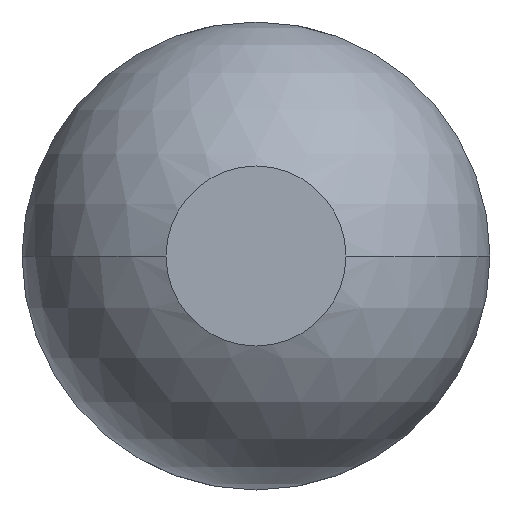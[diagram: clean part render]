
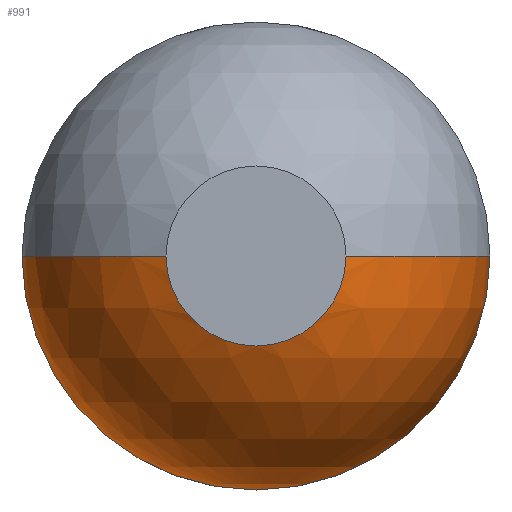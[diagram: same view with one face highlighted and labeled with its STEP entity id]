
A CAD part, front view. The second image highlights one B-rep face of the part: STEP entity #991.
In plain terms, the highlighted spherical face has radius 0.39 mm.
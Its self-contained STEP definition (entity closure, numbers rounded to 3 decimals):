
#7 = AXIS2_PLACEMENT_3D ( 'NONE', #2990, #1445, #668 ) ;
#35 = ORIENTED_EDGE ( 'NONE', *, *, #2647, .F. ) ;
#193 = CARTESIAN_POINT ( 'NONE',  ( 0., -35.94, 0. ) ) ;
#216 = VERTEX_POINT ( 'NONE', #1386 ) ;
#254 = CARTESIAN_POINT ( 'NONE',  ( 0., -36.3, -0.15 ) ) ;
#280 = DIRECTION ( 'NONE',  ( 0., 0., -1. ) ) ;
#294 = CARTESIAN_POINT ( 'NONE',  ( 0., -35.94, 0. ) ) ;
#448 = EDGE_CURVE ( 'Defeature ausgef�hrt1_8+Defeature ausgef�hrt1_4+Defeature ausgef�hrt1_4+Defeature ausgef�hrt1_4', #2696, #879, #1996, .T. ) ;
#466 = CIRCLE ( 'NONE', #2516, 0.39 ) ;
#588 = CIRCLE ( 'NONE', #7, 0.39 ) ;
#662 = AXIS2_PLACEMENT_3D ( 'NONE', #2855, #3073, #1558 ) ;
#668 = DIRECTION ( 'NONE',  ( 0., 0., 1. ) ) ;
#751 = DIRECTION ( 'NONE',  ( 0., 0., -1. ) ) ;
#830 = AXIS2_PLACEMENT_3D ( 'NONE', #1760, #1481, #751 ) ;
#863 = EDGE_CURVE ( 'Defeature ausgef�hrt1_5+Defeature ausgef�hrt1_4+Defeature ausgef�hrt1_4+Defeature ausgef�hrt1_4', #2497, #1147, #1723, .T. ) ;
#879 = VERTEX_POINT ( 'NONE', #254 ) ;
#991 = ADVANCED_FACE ( 'Defeature ausgef�hrt1_4', ( #3054 ), #2349, .T. ) ;
#1024 = DIRECTION ( 'NONE',  ( 0., 0., 1. ) ) ;
#1101 = AXIS2_PLACEMENT_3D ( 'NONE', #2271, #1266, #1024 ) ;
#1147 = VERTEX_POINT ( 'NONE', #1954 ) ;
#1185 = AXIS2_PLACEMENT_3D ( 'NONE', #2006, #280, #1548 ) ;
#1195 = DIRECTION ( 'NONE',  ( 1., 0., 0. ) ) ;
#1266 = DIRECTION ( 'NONE',  ( 0., 1., 0. ) ) ;
#1386 = CARTESIAN_POINT ( 'NONE',  ( 0.39, -35.94, 0. ) ) ;
#1445 = DIRECTION ( 'NONE',  ( 0., 1., 0. ) ) ;
#1481 = DIRECTION ( 'NONE',  ( 0., -1., 0. ) ) ;
#1548 = DIRECTION ( 'NONE',  ( -1., 0., 0. ) ) ;
#1558 = DIRECTION ( 'NONE',  ( 0., 0., -1. ) ) ;
#1660 = EDGE_CURVE ( 'NONE', #2696, #1147, #3062, .T. ) ;
#1669 = CARTESIAN_POINT ( 'NONE',  ( 0.15, -36.3, 0. ) ) ;
#1723 = CIRCLE ( 'NONE', #1101, 0.39 ) ;
#1760 = CARTESIAN_POINT ( 'NONE',  ( 0., -36.3, 0. ) ) ;
#1780 = EDGE_LOOP ( 'NONE', ( #1786, #2159, #2719, #2134, #2327, #35 ) ) ;
#1786 = ORIENTED_EDGE ( 'NONE', *, *, #448, .F. ) ;
#1807 = DIRECTION ( 'NONE',  ( 0., 0., -1. ) ) ;
#1954 = CARTESIAN_POINT ( 'NONE',  ( -0.39, -35.94, 0. ) ) ;
#1996 = CIRCLE ( 'NONE', #662, 0.15 ) ;
#2000 = CARTESIAN_POINT ( 'NONE',  ( -0.15, -36.3, 0. ) ) ;
#2006 = CARTESIAN_POINT ( 'NONE',  ( 0., -35.94, 0. ) ) ;
#2102 = EDGE_CURVE ( 'Defeature ausgef�hrt1_5+Defeature ausgef�hrt1_4+Defeature ausgef�hrt1_4+Defeature ausgef�hrt1_4', #216, #2497, #588, .T. ) ;
#2134 = ORIENTED_EDGE ( 'NONE', *, *, #2102, .F. ) ;
#2159 = ORIENTED_EDGE ( 'NONE', *, *, #1660, .T. ) ;
#2271 = CARTESIAN_POINT ( 'NONE',  ( 0., -35.94, 0. ) ) ;
#2327 = ORIENTED_EDGE ( 'NONE', *, *, #2524, .F. ) ;
#2349 = SPHERICAL_SURFACE ( 'NONE', #3220, 0.39 ) ;
#2497 = VERTEX_POINT ( 'NONE', #3155 ) ;
#2516 = AXIS2_PLACEMENT_3D ( 'NONE', #193, #2701, #1195 ) ;
#2524 = EDGE_CURVE ( 'NONE', #2545, #216, #466, .T. ) ;
#2545 = VERTEX_POINT ( 'NONE', #1669 ) ;
#2597 = CIRCLE ( 'NONE', #830, 0.15 ) ;
#2647 = EDGE_CURVE ( 'Defeature ausgef�hrt1_8+Defeature ausgef�hrt1_4+Defeature ausgef�hrt1_4+Defeature ausgef�hrt1_4', #879, #2545, #2597, .T. ) ;
#2696 = VERTEX_POINT ( 'NONE', #2000 ) ;
#2701 = DIRECTION ( 'NONE',  ( 0., 0., 1. ) ) ;
#2719 = ORIENTED_EDGE ( 'NONE', *, *, #863, .F. ) ;
#2816 = DIRECTION ( 'NONE',  ( 1., 0., 0. ) ) ;
#2855 = CARTESIAN_POINT ( 'NONE',  ( 0., -36.3, 0. ) ) ;
#2990 = CARTESIAN_POINT ( 'NONE',  ( 0., -35.94, 0. ) ) ;
#3054 = FACE_OUTER_BOUND ( 'NONE', #1780, .T. ) ;
#3062 = CIRCLE ( 'NONE', #1185, 0.39 ) ;
#3073 = DIRECTION ( 'NONE',  ( 0., -1., 0. ) ) ;
#3155 = CARTESIAN_POINT ( 'NONE',  ( 0., -35.94, -0.39 ) ) ;
#3220 = AXIS2_PLACEMENT_3D ( 'NONE', #294, #1807, #2816 ) ;
